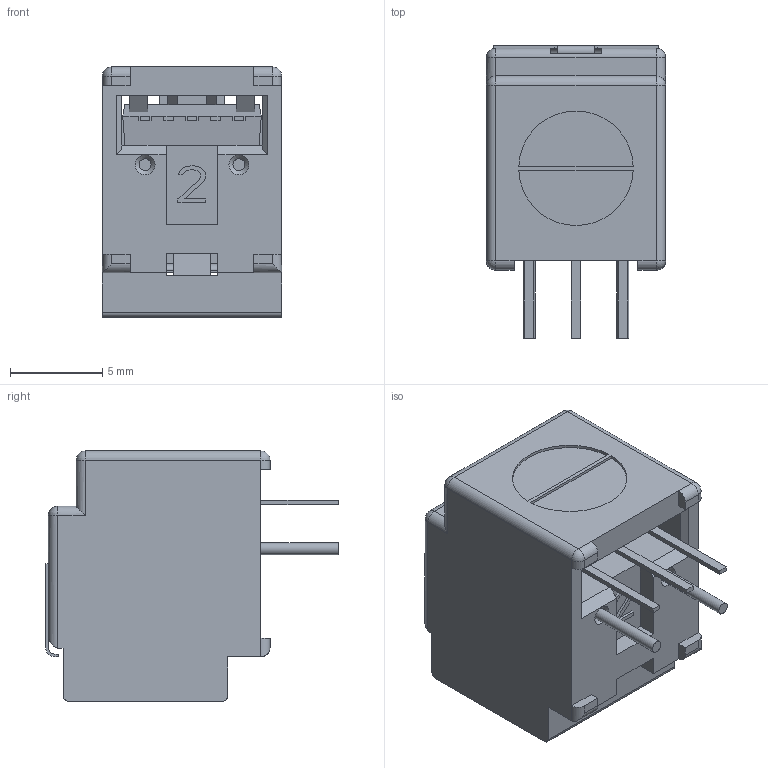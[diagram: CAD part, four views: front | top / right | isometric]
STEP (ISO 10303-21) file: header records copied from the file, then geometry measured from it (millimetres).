
FILE_DESCRIPTION(/* description */ (''),/* implementation_level */ '2;1');
FILE_NAME(/* name */ 'FCR684215T OTJ-10.stp',/* time_stamp */ '2024-11-19T14:34:48Z',/* author */ ('tottley'),/* organization */ (''),/* preprocessor_version */ 'ST-DEVELOPER v20',/* originating_system */ 'Autodesk Inventor 2025',/* authorisation */ '');
FILE_SCHEMA (('AUTOMOTIVE_DESIGN { 1 0 10303 214 3 1 1 }'));
Length unit declared in the file: millimetre
Products named in the file (1): Part47
Bounding box: 9.7 x 15.85 x 13.55 mm (x, y, z)
Volume: 863.2 mm3; surface area: 1610.5 mm2
Topology: 1 solids, 1 shells, 427 faces, 1214 edges, 772 vertices
Faces by surface type: plane 347, cylinder 64, cone 7, sphere 7, torus 2
Full cylindrical faces by diameter (mm): 0.65 x2, 0.7 x2, 0.8 x2, 1.1 x2, 2.52 x1
Entity records: 14124 total; most frequent: CARTESIAN_POINT 2429, ORIENTED_EDGE 2414, DIRECTION 2221, EDGE_CURVE 1207, LINE 1041, VECTOR 1041, VERTEX_POINT 772, AXIS2_PLACEMENT_3D 590
